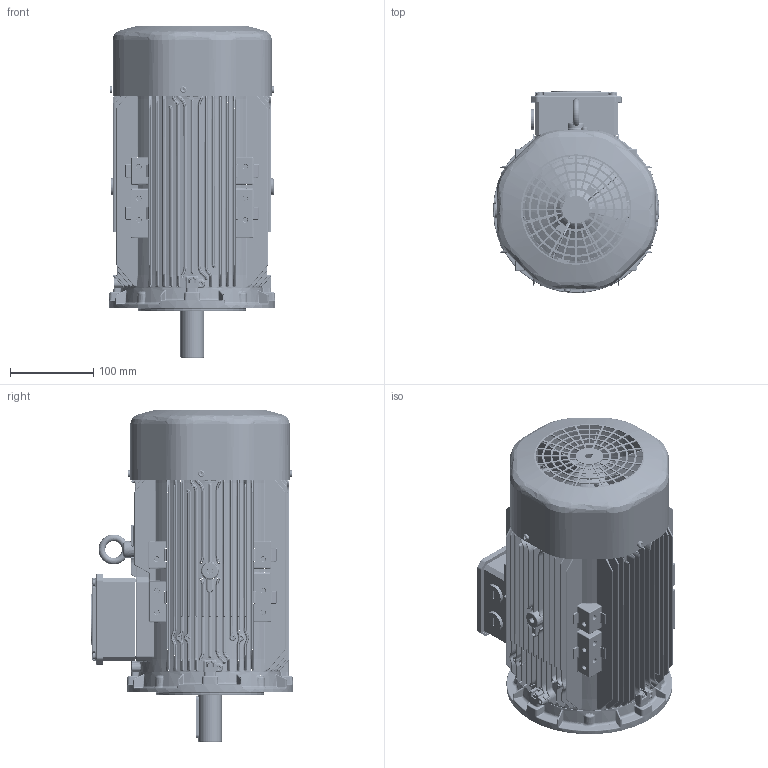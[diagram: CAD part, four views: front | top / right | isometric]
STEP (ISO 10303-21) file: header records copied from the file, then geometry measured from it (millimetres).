
FILE_DESCRIPTION(/* description */ (''),/* implementation_level */ '2;1');
FILE_NAME(/* name */ '_QHS Series_ 112_B14b_stp.stp',/* time_stamp */ '2024-07-31T18:18:31+03:00',/* author */ (''),/* organization */ (''),/* preprocessor_version */ 'ST-DEVELOPER v18.102',/* originating_system */ 'SIEMENS PLM Software NX2206.8101',/* authorisation */ '');
FILE_SCHEMA (('AUTOMOTIVE_DESIGN { 1 0 10303 214 3 1 1 1 }'));
Products named in the file (1): _QHS Series_ 112_B14b_stp_objects
Bounding box: 199.8 x 243.17 x 399.31 mm (x, y, z)
Surface area: 789755.9 mm2 (no closed solid volume)
Topology: 0 solids, 87 shells, 5562 faces, 16661 edges, 10436 vertices
Faces by surface type: cylinder 2196, torus 1261, plane 1196, bspline 570, cone 228, sphere 111
Full cylindrical faces by diameter (mm): 4.722 x1, 5 x7, 8 x8, 8.5 x5, 10 x1, 25 x3, 27.6 x1, 28 x1, 30 x1, 57.4 x1, 60.737 x1, 130 x1, 133 x1
Entity records: 213557 total; most frequent: CARTESIAN_POINT 75133, ORIENTED_EDGE 26901, DIRECTION 21358, EDGE_CURVE 16285, VERTEX_POINT 10347, AXIS2_PLACEMENT_3D 8174, B_SPLINE_CURVE_WITH_KNOTS 7798, EDGE_LOOP 5911
